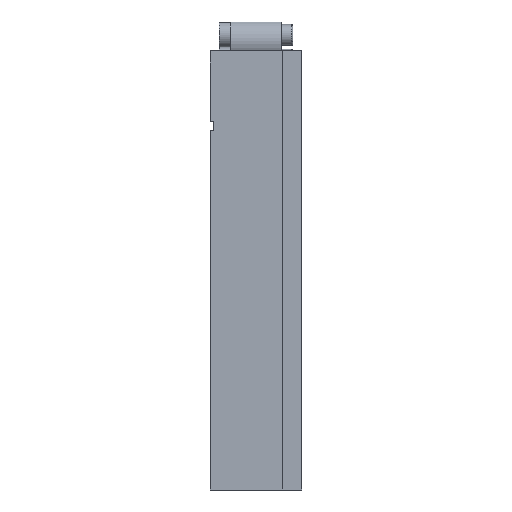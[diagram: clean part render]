
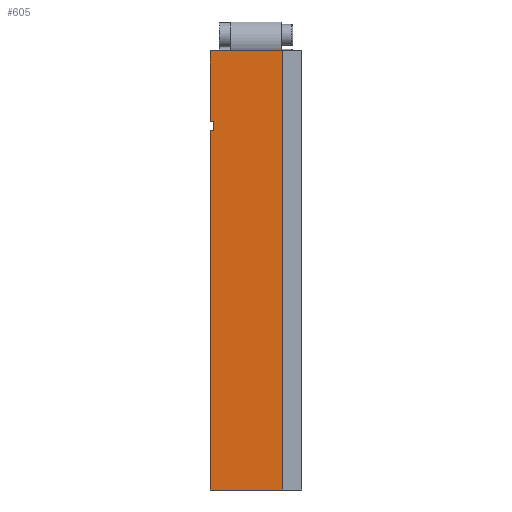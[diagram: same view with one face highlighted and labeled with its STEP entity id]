
A CAD part, left-side view. The second image highlights one B-rep face of the part: STEP entity #605.
In plain terms, the highlighted planar face has unit normal (-1, 0, 0).
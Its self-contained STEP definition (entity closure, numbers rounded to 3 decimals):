
#50=PLANE('',#677);
#84=FACE_OUTER_BOUND('',#121,.T.);
#121=EDGE_LOOP('',(#535,#536,#537,#538,#539,#540,#541,#542));
#135=LINE('',#913,#195);
#137=LINE('',#919,#197);
#140=LINE('',#924,#200);
#147=LINE('',#938,#207);
#151=LINE('',#948,#211);
#178=LINE('',#1020,#238);
#179=LINE('',#1022,#239);
#180=LINE('',#1023,#240);
#195=VECTOR('',#743,10.);
#197=VECTOR('',#747,10.);
#200=VECTOR('',#752,10.);
#207=VECTOR('',#763,10.);
#211=VECTOR('',#771,10.);
#238=VECTOR('',#840,10.);
#239=VECTOR('',#841,10.);
#240=VECTOR('',#842,10.);
#282=VERTEX_POINT('',#907);
#284=VERTEX_POINT('',#911);
#285=VERTEX_POINT('',#915);
#287=VERTEX_POINT('',#918);
#293=VERTEX_POINT('',#937);
#297=VERTEX_POINT('',#947);
#321=VERTEX_POINT('',#1019);
#322=VERTEX_POINT('',#1021);
#344=EDGE_CURVE('',#282,#284,#135,.T.);
#346=EDGE_CURVE('',#287,#285,#137,.T.);
#349=EDGE_CURVE('',#284,#287,#140,.T.);
#356=EDGE_CURVE('',#282,#293,#147,.T.);
#361=EDGE_CURVE('',#293,#297,#151,.T.);
#397=EDGE_CURVE('',#321,#285,#178,.T.);
#398=EDGE_CURVE('',#321,#322,#179,.T.);
#399=EDGE_CURVE('',#322,#297,#180,.T.);
#535=ORIENTED_EDGE('',*,*,#346,.T.);
#536=ORIENTED_EDGE('',*,*,#397,.F.);
#537=ORIENTED_EDGE('',*,*,#398,.T.);
#538=ORIENTED_EDGE('',*,*,#399,.T.);
#539=ORIENTED_EDGE('',*,*,#361,.F.);
#540=ORIENTED_EDGE('',*,*,#356,.F.);
#541=ORIENTED_EDGE('',*,*,#344,.T.);
#542=ORIENTED_EDGE('',*,*,#349,.T.);
#605=ADVANCED_FACE('',(#84),#50,.T.);
#677=AXIS2_PLACEMENT_3D('',#1018,#838,#839);
#743=DIRECTION('',(0.,-1.,0.));
#747=DIRECTION('',(0.,1.,0.));
#752=DIRECTION('',(0.,0.,-1.));
#763=DIRECTION('',(0.,0.,1.));
#771=DIRECTION('',(0.,-1.,0.));
#838=DIRECTION('center_axis',(-1.,0.,0.));
#839=DIRECTION('ref_axis',(0.,-1.,0.));
#840=DIRECTION('',(0.,0.,1.));
#841=DIRECTION('',(0.,-1.,0.));
#842=DIRECTION('',(0.,0.,1.));
#907=CARTESIAN_POINT('',(-9.8,23.5,189.));
#911=CARTESIAN_POINT('',(-9.8,21.6,189.));
#913=CARTESIAN_POINT('',(-9.8,23.5,189.));
#915=CARTESIAN_POINT('',(-9.8,23.5,184.));
#918=CARTESIAN_POINT('',(-9.8,21.6,184.));
#919=CARTESIAN_POINT('',(-9.8,23.5,184.));
#924=CARTESIAN_POINT('',(-9.8,21.6,93.25));
#937=CARTESIAN_POINT('',(-9.8,23.5,225.));
#938=CARTESIAN_POINT('',(-9.8,23.5,0.));
#947=CARTESIAN_POINT('',(-9.8,-13.71,225.));
#948=CARTESIAN_POINT('',(-9.8,23.5,225.));
#1018=CARTESIAN_POINT('Origin',(-9.8,23.5,0.));
#1019=CARTESIAN_POINT('',(-9.8,23.5,0.));
#1020=CARTESIAN_POINT('',(-9.8,23.5,0.));
#1021=CARTESIAN_POINT('',(-9.8,-13.71,0.));
#1022=CARTESIAN_POINT('',(-9.8,23.5,0.));
#1023=CARTESIAN_POINT('',(-9.8,-13.71,0.));
